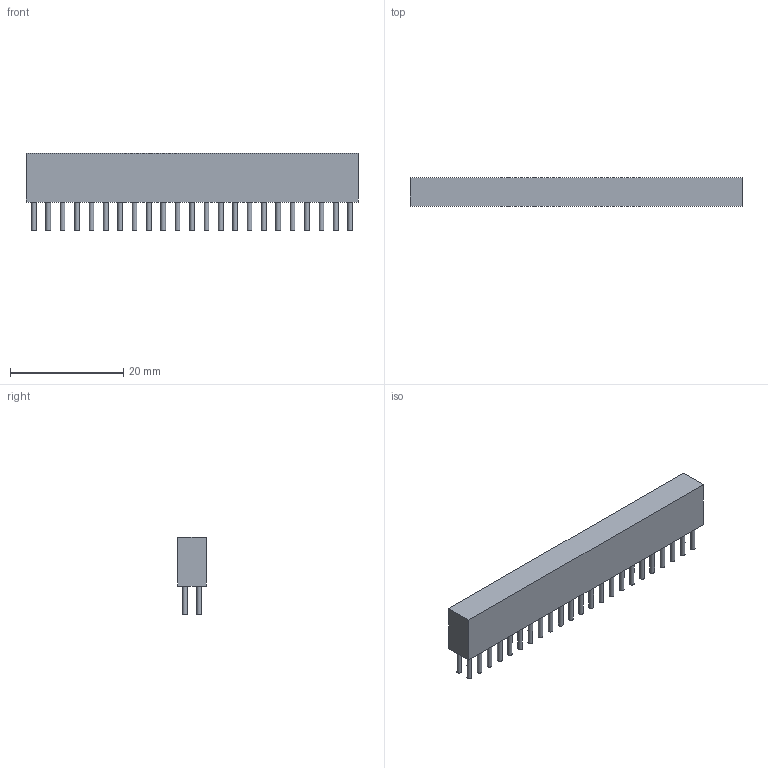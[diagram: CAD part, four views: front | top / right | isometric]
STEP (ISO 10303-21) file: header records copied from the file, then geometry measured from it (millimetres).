
FILE_DESCRIPTION(('FreeCAD Model'),'2;1');
FILE_NAME('2378801.1.2.stp','2022-07-26T12:23:53',( 'Author'),(''),'Open CASCADE STEP processor 6.9','FreeCAD','Unknown' );
FILE_SCHEMA(('AUTOMOTIVE_DESIGN { 1 0 10303 214 1 1 1 1 }'));
Length unit declared in the file: millimetre
Products named in the file (3): ASSEMBLY; Body; Leads
Assembly tree (2 placements, depth 2):
  ASSEMBLY
    Body
    Leads
Bounding box: 58.67 x 5 x 13.75 mm (x, y, z)
Volume: 2661.4 mm3; surface area: 2341.1 mm2
Topology: 47 solids, 47 shells, 144 faces, 150 edges, 100 vertices
Faces by surface type: plane 98, cylinder 46
Full cylindrical faces by diameter (mm): 0.82 x46
Entity records: 5017 total; most frequent: DIRECTION 836, CARTESIAN_POINT 697, ORIENTED_EDGE 300, PCURVE 300, DEFINITIONAL_REPRESENTATION 300, LINE 266, VECTOR 266, AXIS2_PLACEMENT_3D 239
